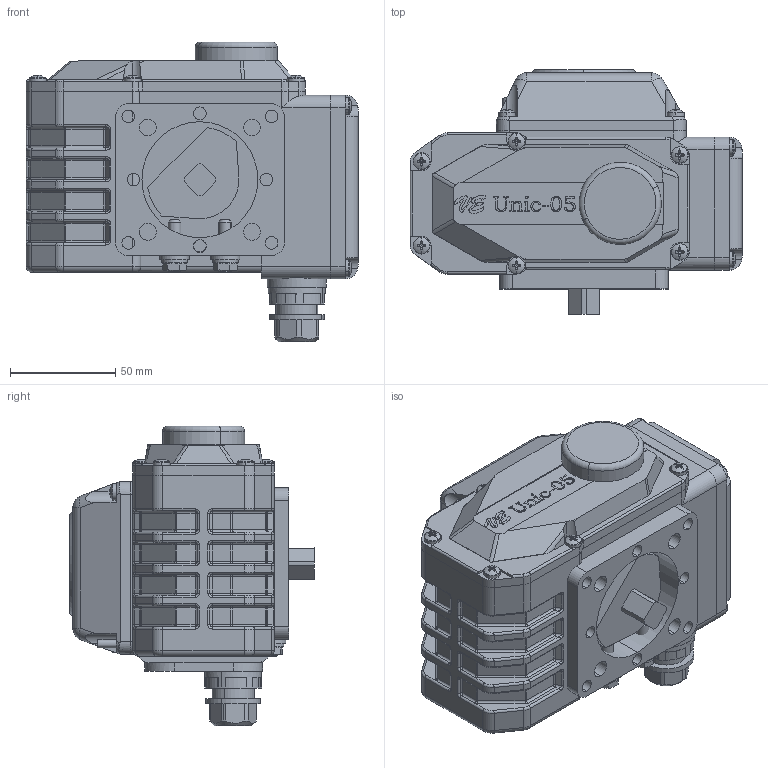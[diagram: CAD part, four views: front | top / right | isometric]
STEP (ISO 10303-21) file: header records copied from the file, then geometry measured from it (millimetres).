
FILE_DESCRIPTION (( 'STEP AP203' ), '1' );
FILE_NAME ('Unic-05.STEP', '2016-12-19T05:20:09', ( '梶山' ), ( 'コーエイ工業' ), 'SwSTEP 2.0', 'SolidWorks 2009', '' );
FILE_SCHEMA (( 'CONFIG_CONTROL_DESIGN' ));
Products named in the file (1): Unic-05
Bounding box: 157.5 x 116 x 142.3 mm (x, y, z)
Volume: 1125302.2 mm3; surface area: 149549.7 mm2
Topology: 29 solids, 29 shells, 1621 faces, 4062 edges, 2480 vertices
Faces by surface type: plane 624, cylinder 479, bspline 161, torus 153, cone 140, sphere 64
Entity records: 53978 total; most frequent: CARTESIAN_POINT 16039, ORIENTED_EDGE 7972, DIRECTION 7958, EDGE_CURVE 3986, AXIS2_PLACEMENT_3D 3098, VERTEX_POINT 2480, VECTOR 1762, LINE 1762
